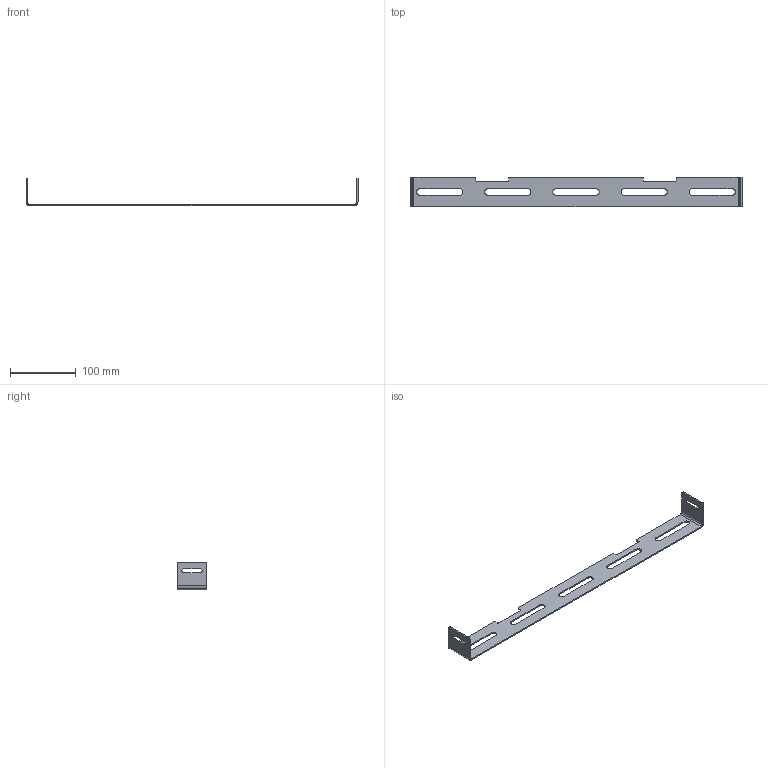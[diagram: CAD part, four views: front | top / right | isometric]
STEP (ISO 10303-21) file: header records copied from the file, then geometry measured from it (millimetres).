
FILE_DESCRIPTION(('3DEXPERIENCE STEP','CAx-IF Rec.Pracs.--- Model Styling and Organization---1.5--- 2016-08-15','CAx-IF Rec.Pracs.---Supplemental Geometry---1.0---2011-11-01','CAx-IF Rec.Pracs.--- Composite Materials ---1.1---2010-07-15'),'2;1');
FILE_NAME('0.step','2025-06-18T07:03:55+00:00',('none'),('none'),'3DEXPERIENCE PlatformUnofficial Packaging Version','3DEXPERIENCE Platform STEP AP214 v3','none');
FILE_SCHEMA(('AUTOMOTIVE_DESIGN { 1 0 10303 214 1 1 1 1 }'));
Length unit declared in the file: millimetre
Products named in the file (1): 0
Bounding box: 504 x 45 x 42 mm (x, y, z)
Volume: 43268.3 mm3; surface area: 47592.1 mm2
Topology: 1 solids, 1 shells, 84 faces, 230 edges, 148 vertices
Faces by surface type: cylinder 44, plane 40
Entity records: 2481 total; most frequent: CARTESIAN_POINT 487, ORIENTED_EDGE 460, DIRECTION 310, EDGE_CURVE 230, VERTEX_POINT 148, VECTOR 142, LINE 142, AXIS2_PLACEMENT_3D 125
